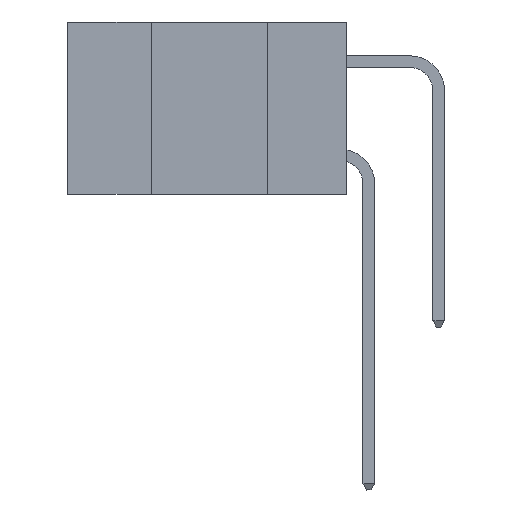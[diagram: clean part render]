
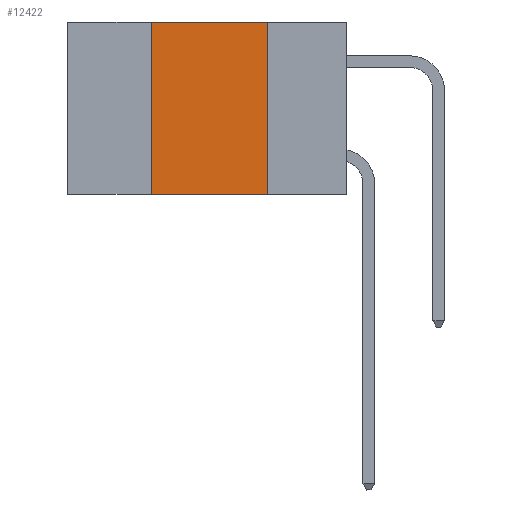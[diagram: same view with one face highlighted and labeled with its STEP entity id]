
A CAD part, left-side view. The second image highlights one B-rep face of the part: STEP entity #12422.
In plain terms, the highlighted planar face has unit normal (-1, 0, 0).
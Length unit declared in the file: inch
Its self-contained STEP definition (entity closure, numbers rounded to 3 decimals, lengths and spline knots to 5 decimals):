
#239 = EDGE_LOOP ( 'NONE', ( #10915, #8163, #6593, #5619 ) ) ;
#460 = LINE ( 'NONE', #1761, #5684 ) ;
#694 = VERTEX_POINT ( 'NONE', #6058 ) ;
#906 = LINE ( 'NONE', #8893, #1932 ) ;
#1761 = CARTESIAN_POINT ( 'NONE',  ( 0., 0.6, -0.37 ) ) ;
#1932 = VECTOR ( 'NONE', #2486, 39.37008 ) ;
#1954 = EDGE_CURVE ( 'NONE', #7301, #5711, #7122, .T. ) ;
#2449 = VECTOR ( 'NONE', #8095, 39.37008 ) ;
#2486 = DIRECTION ( 'NONE',  ( 0., -1., 0. ) ) ;
#2532 = EDGE_CURVE ( 'NONE', #5711, #694, #906, .T. ) ;
#2696 = DIRECTION ( 'NONE',  ( 0., 0., -1. ) ) ;
#4200 = CARTESIAN_POINT ( 'NONE',  ( 0., 0.17, 0. ) ) ;
#5619 = ORIENTED_EDGE ( 'NONE', *, *, #9671, .T. ) ;
#5684 = VECTOR ( 'NONE', #5990, 39.37008 ) ;
#5711 = VERTEX_POINT ( 'NONE', #6188 ) ;
#5990 = DIRECTION ( 'NONE',  ( 0., -1., 0. ) ) ;
#6058 = CARTESIAN_POINT ( 'NONE',  ( 0., 0.17, 0. ) ) ;
#6188 = CARTESIAN_POINT ( 'NONE',  ( 0., 0.42, 0. ) ) ;
#6248 = EDGE_CURVE ( 'NONE', #694, #10201, #7157, .T. ) ;
#6593 = ORIENTED_EDGE ( 'NONE', *, *, #1954, .F. ) ;
#6996 = PLANE ( 'NONE',  #13432 ) ;
#7122 = LINE ( 'NONE', #9250, #2449 ) ;
#7157 = LINE ( 'NONE', #4200, #7325 ) ;
#7301 = VERTEX_POINT ( 'NONE', #9133 ) ;
#7325 = VECTOR ( 'NONE', #10576, 39.37008 ) ;
#8095 = DIRECTION ( 'NONE',  ( 0., 0., 1. ) ) ;
#8163 = ORIENTED_EDGE ( 'NONE', *, *, #2532, .F. ) ;
#8893 = CARTESIAN_POINT ( 'NONE',  ( 0., 0.6, 0. ) ) ;
#9133 = CARTESIAN_POINT ( 'NONE',  ( 0., 0.42, -0.37 ) ) ;
#9250 = CARTESIAN_POINT ( 'NONE',  ( 0., 0.42, 0. ) ) ;
#9671 = EDGE_CURVE ( 'NONE', #7301, #10201, #460, .T. ) ;
#9672 = CARTESIAN_POINT ( 'NONE',  ( 0., 0.17, -0.37 ) ) ;
#10070 = DIRECTION ( 'NONE',  ( 1., 0., 0. ) ) ;
#10201 = VERTEX_POINT ( 'NONE', #9672 ) ;
#10576 = DIRECTION ( 'NONE',  ( 0., 0., -1. ) ) ;
#10915 = ORIENTED_EDGE ( 'NONE', *, *, #6248, .F. ) ;
#12356 = CARTESIAN_POINT ( 'NONE',  ( 0., 0.6, 0. ) ) ;
#12422 = ADVANCED_FACE ( 'NONE', ( #13552 ), #6996, .F. ) ;
#13432 = AXIS2_PLACEMENT_3D ( 'NONE', #12356, #10070, #2696 ) ;
#13552 = FACE_OUTER_BOUND ( 'NONE', #239, .T. ) ;
